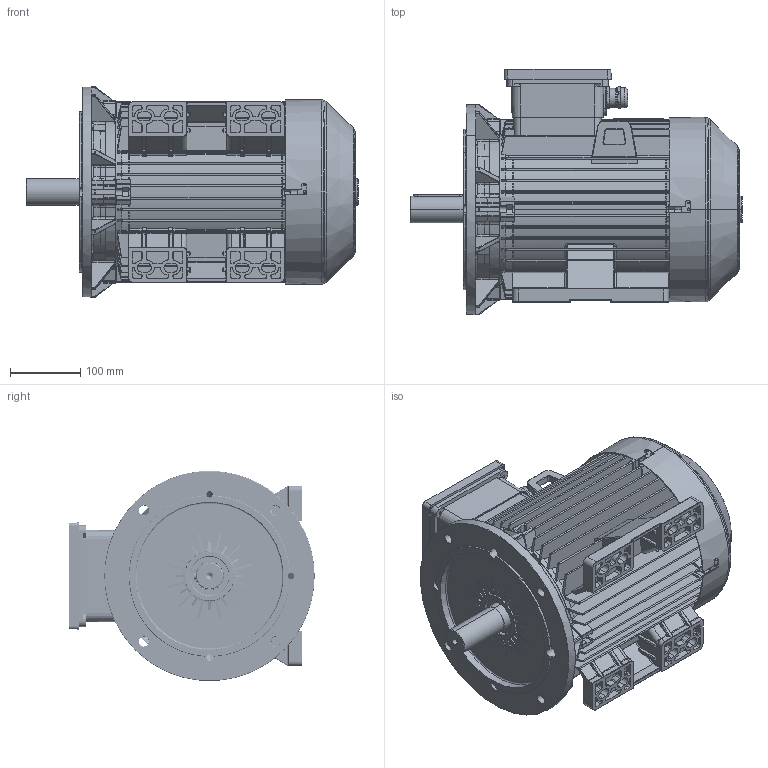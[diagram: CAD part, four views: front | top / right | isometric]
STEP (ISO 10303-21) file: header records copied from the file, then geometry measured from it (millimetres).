
FILE_DESCRIPTION (( 'STEP AP214' ), '1' );
FILE_NAME ('FCAP 132S-B3 B5-IC411-2-4-6-8 POLES-TB TOP.STEP', '2024-09-24T13:05:32', ( '' ), ( '' ), 'SwSTEP 2.0', 'SolidWorks 2024', '' );
FILE_SCHEMA (( 'AUTOMOTIVE_DESIGN' ));
Length unit declared in the file: millimetre
Products named in the file (16): Targhetta motore_LAMIERA ALLUMINIO; Flangia FC132_Cuscinetto_6208; Scudo C-FC132 posteriore alto; Scatola morsetti 132; Guarnizione scatola-coperchio 132; Copriventola 132S H.100; Guarnizione scatola-motore 132; Gruppo Coprimorsettiera 132; Tappo M25; Carcassa 132SM-B3-AX; Scudo C132 anteriore; Albero 132M serie autoventilato; parallel_din_Parallel key A10 x 8 x 70 DIN 6885; FCAP 132S-B3 B5-IC411-2-4-6-8 POLES-TB TOP; Coperchio scatola morsetti 132; PRESSACAVO M25
Assembly tree (15 placements, depth 3):
  FCAP 132S-B3 B5-IC411-2-4-6-8 POLES-TB TOP
    Albero 132M serie autoventilato
    Scudo C132 anteriore
    Flangia FC132_Cuscinetto_6208
    parallel_din_Parallel key A10 x 8 x 70 DIN 6885
    Targhetta motore_LAMIERA ALLUMINIO
    Scudo C-FC132 posteriore alto
    Copriventola 132S H.100
    Carcassa 132SM-B3-AX
    Gruppo Coprimorsettiera 132
      Scatola morsetti 132
      Coperchio scatola morsetti 132
      Guarnizione scatola-motore 132
      PRESSACAVO M25
      Tappo M25
      Guarnizione scatola-coperchio 132
Bounding box: 474 x 350 x 300 mm (x, y, z)
Volume: 5287285.6 mm3; surface area: 1994815.5 mm2
Topology: 14 solids, 18 shells, 6060 faces, 16241 edges, 10276 vertices
Faces by surface type: plane 2440, cylinder 1422, cone 917, torus 760, bspline 371, sphere 150
Entity records: 211474 total; most frequent: CARTESIAN_POINT 62666, ORIENTED_EDGE 32358, DIRECTION 29831, EDGE_CURVE 16179, AXIS2_PLACEMENT_3D 10956, VERTEX_POINT 10258, VECTOR 7919, LINE 7919
